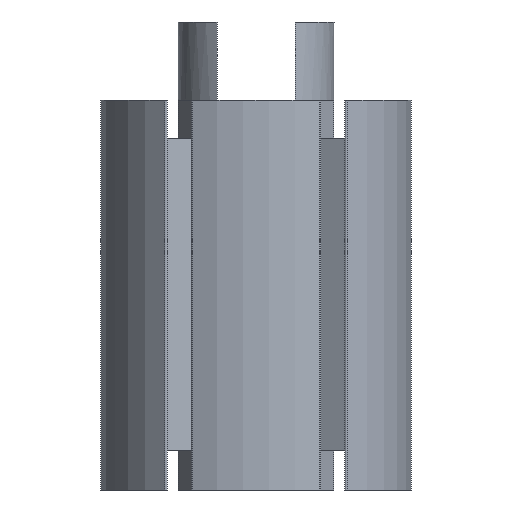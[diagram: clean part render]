
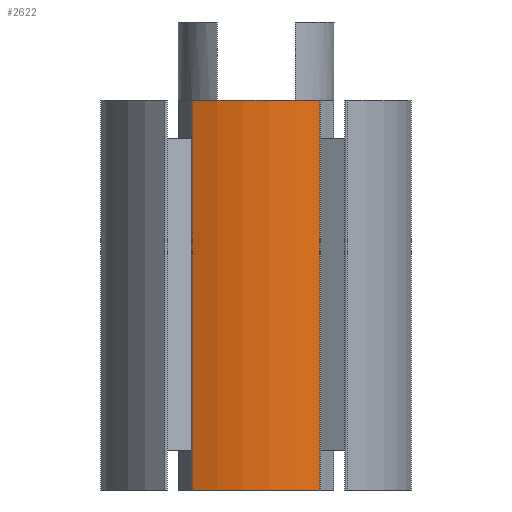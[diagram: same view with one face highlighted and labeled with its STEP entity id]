
A CAD part, front view. The second image highlights one B-rep face of the part: STEP entity #2622.
In plain terms, the highlighted cylindrical face has radius 20 mm (diameter 40 mm), a partial arc.
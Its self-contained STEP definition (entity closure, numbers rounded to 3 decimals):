
#2219 = VERTEX_POINT('',#2220);
#2220 = CARTESIAN_POINT('',(-8.197,-18.243,0.));
#2227 = EDGE_CURVE('',#2219,#2228,#2230,.T.);
#2228 = VERTEX_POINT('',#2229);
#2229 = CARTESIAN_POINT('',(8.197,-18.243,0.));
#2230 = CIRCLE('',#2231,20.);
#2231 = AXIS2_PLACEMENT_3D('',#2232,#2233,#2234);
#2232 = CARTESIAN_POINT('',(0.,0.,0.));
#2233 = DIRECTION('',(0.,0.,1.));
#2234 = DIRECTION('',(1.,0.,0.));
#2252 = EDGE_CURVE('',#2219,#2253,#2255,.T.);
#2253 = VERTEX_POINT('',#2254);
#2254 = CARTESIAN_POINT('',(-8.197,-18.243,50.));
#2255 = LINE('',#2256,#2257);
#2256 = CARTESIAN_POINT('',(-8.197,-18.243,0.));
#2257 = VECTOR('',#2258,1.);
#2258 = DIRECTION('',(0.,0.,1.));
#2279 = EDGE_CURVE('',#2253,#2280,#2282,.T.);
#2280 = VERTEX_POINT('',#2281);
#2281 = CARTESIAN_POINT('',(8.197,-18.243,50.));
#2282 = CIRCLE('',#2283,20.);
#2283 = AXIS2_PLACEMENT_3D('',#2284,#2285,#2286);
#2284 = CARTESIAN_POINT('',(0.,0.,50.));
#2285 = DIRECTION('',(0.,0.,1.));
#2286 = DIRECTION('',(1.,0.,0.));
#2306 = EDGE_CURVE('',#2228,#2280,#2307,.T.);
#2307 = LINE('',#2308,#2309);
#2308 = CARTESIAN_POINT('',(8.197,-18.243,0.));
#2309 = VECTOR('',#2310,1.);
#2310 = DIRECTION('',(0.,0.,1.));
#2622 = ADVANCED_FACE('',(#2623),#2629,.T.);
#2623 = FACE_BOUND('',#2624,.F.);
#2624 = EDGE_LOOP('',(#2625,#2626,#2627,#2628));
#2625 = ORIENTED_EDGE('',*,*,#2227,.F.);
#2626 = ORIENTED_EDGE('',*,*,#2252,.T.);
#2627 = ORIENTED_EDGE('',*,*,#2279,.T.);
#2628 = ORIENTED_EDGE('',*,*,#2306,.F.);
#2629 = CYLINDRICAL_SURFACE('',#2630,20.);
#2630 = AXIS2_PLACEMENT_3D('',#2631,#2632,#2633);
#2631 = CARTESIAN_POINT('',(0.,0.,0.));
#2632 = DIRECTION('',(-0.,-0.,-1.));
#2633 = DIRECTION('',(1.,0.,0.));
